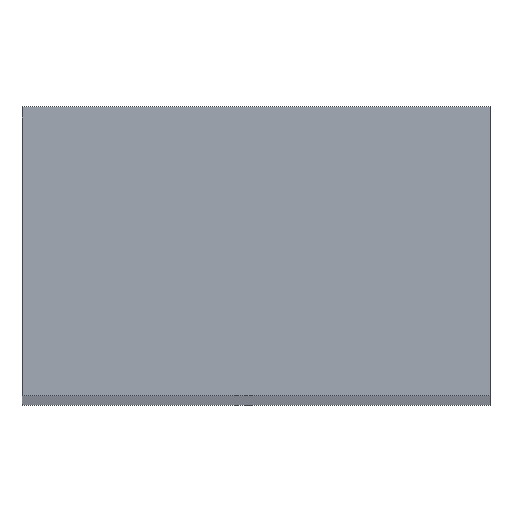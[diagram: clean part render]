
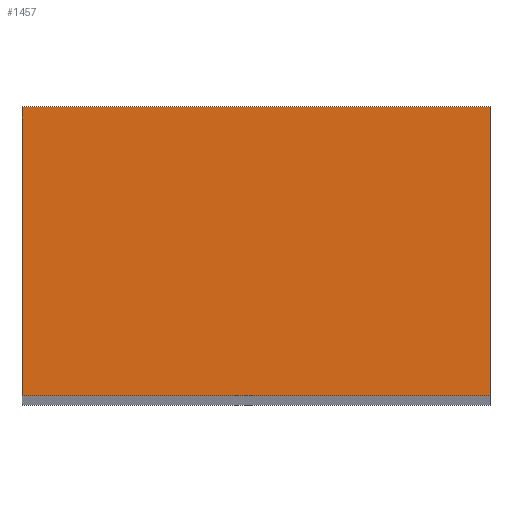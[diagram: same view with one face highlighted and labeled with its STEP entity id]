
A CAD part, top view. The second image highlights one B-rep face of the part: STEP entity #1457.
In plain terms, the highlighted planar face has unit normal (0, 0, 1).
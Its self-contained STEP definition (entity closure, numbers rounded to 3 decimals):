
#155 = VERTEX_POINT ( 'NONE', #2409 ) ;
#172 = CARTESIAN_POINT ( 'NONE',  ( 81., 0., 0. ) ) ;
#500 = VECTOR ( 'NONE', #2577, 1000. ) ;
#510 = CARTESIAN_POINT ( 'NONE',  ( 0., 0., 0. ) ) ;
#576 = EDGE_LOOP ( 'NONE', ( #1701, #2286, #2767, #1102 ) ) ;
#709 = LINE ( 'NONE', #1821, #2834 ) ;
#1000 = DIRECTION ( 'NONE',  ( 0., 1., 0. ) ) ;
#1102 = ORIENTED_EDGE ( 'NONE', *, *, #1916, .T. ) ;
#1122 = VERTEX_POINT ( 'NONE', #3190 ) ;
#1207 = LINE ( 'NONE', #1456, #500 ) ;
#1286 = DIRECTION ( 'NONE',  ( 1., 0., 0. ) ) ;
#1364 = VECTOR ( 'NONE', #2205, 1000. ) ;
#1366 = EDGE_CURVE ( 'NONE', #1122, #2710, #1207, .T. ) ;
#1450 = CARTESIAN_POINT ( 'NONE',  ( 0., 0., 0. ) ) ;
#1456 = CARTESIAN_POINT ( 'NONE',  ( 0., 50., 0. ) ) ;
#1457 = ADVANCED_FACE ( 'NONE', ( #2085 ), #2571, .F. ) ;
#1697 = EDGE_CURVE ( 'NONE', #1854, #155, #2600, .T. ) ;
#1701 = ORIENTED_EDGE ( 'NONE', *, *, #1697, .T. ) ;
#1788 = EDGE_CURVE ( 'NONE', #155, #1122, #709, .T. ) ;
#1821 = CARTESIAN_POINT ( 'NONE',  ( 81., 50., 0. ) ) ;
#1854 = VERTEX_POINT ( 'NONE', #2724 ) ;
#1906 = LINE ( 'NONE', #510, #1364 ) ;
#1916 = EDGE_CURVE ( 'NONE', #2710, #1854, #1906, .T. ) ;
#1929 = AXIS2_PLACEMENT_3D ( 'NONE', #1450, #2816, #3123 ) ;
#2085 = FACE_OUTER_BOUND ( 'NONE', #576, .T. ) ;
#2091 = CARTESIAN_POINT ( 'NONE',  ( 0., 50., 0. ) ) ;
#2205 = DIRECTION ( 'NONE',  ( 0., -1., 0. ) ) ;
#2286 = ORIENTED_EDGE ( 'NONE', *, *, #1788, .T. ) ;
#2409 = CARTESIAN_POINT ( 'NONE',  ( 81., 0., 0. ) ) ;
#2440 = VECTOR ( 'NONE', #1286, 1000. ) ;
#2571 = PLANE ( 'NONE',  #1929 ) ;
#2577 = DIRECTION ( 'NONE',  ( -1., 0., 0. ) ) ;
#2600 = LINE ( 'NONE', #172, #2440 ) ;
#2710 = VERTEX_POINT ( 'NONE', #2091 ) ;
#2724 = CARTESIAN_POINT ( 'NONE',  ( 0., 0., 0. ) ) ;
#2767 = ORIENTED_EDGE ( 'NONE', *, *, #1366, .T. ) ;
#2816 = DIRECTION ( 'NONE',  ( 0., 0., -1. ) ) ;
#2834 = VECTOR ( 'NONE', #1000, 1000. ) ;
#3123 = DIRECTION ( 'NONE',  ( -1., 0., 0. ) ) ;
#3190 = CARTESIAN_POINT ( 'NONE',  ( 81., 50., 0. ) ) ;
